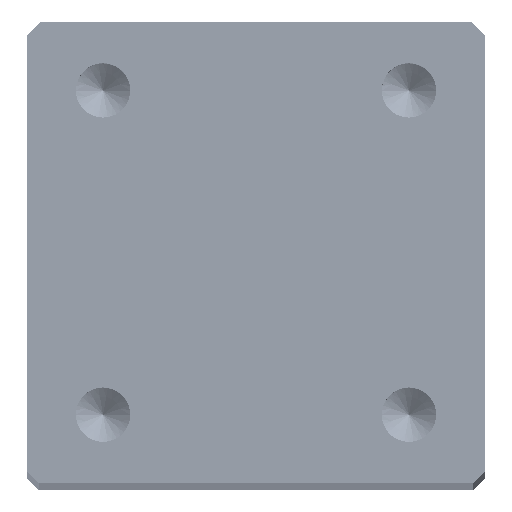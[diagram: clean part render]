
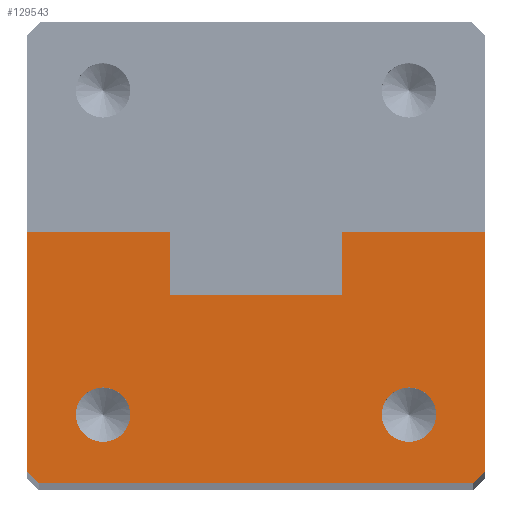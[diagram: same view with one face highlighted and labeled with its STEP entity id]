
A CAD part, top view. The second image highlights one B-rep face of the part: STEP entity #129543.
In plain terms, the highlighted planar face has unit normal (0, 0, 1).
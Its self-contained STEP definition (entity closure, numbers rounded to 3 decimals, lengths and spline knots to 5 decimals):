
#576 = ORIENTED_EDGE ( 'NONE', *, *, #26941, .F. ) ;
#614 = EDGE_CURVE ( 'NONE', #145909, #65249, #1733, .T. ) ;
#1733 = CIRCLE ( 'NONE', #92027, 0.0445 ) ;
#2725 = CARTESIAN_POINT ( 'NONE',  ( 0.28, -0.28, 3.25 ) ) ;
#5082 = VECTOR ( 'NONE', #98000, 39.37008 ) ;
#5749 = EDGE_CURVE ( 'NONE', #144759, #32475, #98160, .T. ) ;
#6462 = CARTESIAN_POINT ( 'NONE',  ( 0.375, 0.205, 3.25 ) ) ;
#7295 = DIRECTION ( 'NONE',  ( 1., 0., 0. ) ) ;
#7508 = EDGE_CURVE ( 'NONE', #103178, #139282, #25033, .T. ) ;
#7651 = EDGE_CURVE ( 'NONE', #64649, #144759, #119465, .T. ) ;
#8248 = EDGE_CURVE ( 'NONE', #65249, #145909, #86695, .T. ) ;
#8783 = DIRECTION ( 'NONE',  ( 0., 0., 1. ) ) ;
#9599 = CARTESIAN_POINT ( 'NONE',  ( -0.14, 0.205, 3.25 ) ) ;
#10773 = VERTEX_POINT ( 'NONE', #144710 ) ;
#10807 = ORIENTED_EDGE ( 'NONE', *, *, #11679, .T. ) ;
#11679 = EDGE_CURVE ( 'NONE', #141187, #110261, #51466, .T. ) ;
#12834 = FACE_BOUND ( 'NONE', #141190, .T. ) ;
#14594 = VECTOR ( 'NONE', #72761, 39.37008 ) ;
#15418 = AXIS2_PLACEMENT_3D ( 'NONE', #136622, #8783, #68221 ) ;
#18957 = CARTESIAN_POINT ( 'NONE',  ( 0.355, -0.205, 3.25 ) ) ;
#23200 = LINE ( 'NONE', #46294, #63089 ) ;
#25033 = LINE ( 'NONE', #87330, #5082 ) ;
#25565 = DIRECTION ( 'NONE',  ( 0., -1., 0. ) ) ;
#25679 = CARTESIAN_POINT ( 'NONE',  ( -0.375, 0.205, 3.25 ) ) ;
#25795 = CARTESIAN_POINT ( 'NONE',  ( 0.14, 0.205, 3.25 ) ) ;
#26941 = EDGE_CURVE ( 'NONE', #53498, #139282, #112385, .T. ) ;
#29185 = DIRECTION ( 'NONE',  ( 0., 0., 1. ) ) ;
#30269 = ORIENTED_EDGE ( 'NONE', *, *, #5749, .T. ) ;
#32475 = VERTEX_POINT ( 'NONE', #59358 ) ;
#33854 = EDGE_CURVE ( 'NONE', #32475, #103178, #108638, .T. ) ;
#33894 = EDGE_CURVE ( 'NONE', #10773, #53498, #68702, .T. ) ;
#35299 = CARTESIAN_POINT ( 'NONE',  ( -0.14, 0.205, 3.25 ) ) ;
#36220 = EDGE_CURVE ( 'NONE', #108074, #10773, #79124, .T. ) ;
#36928 = VECTOR ( 'NONE', #63828, 39.37008 ) ;
#40576 = CARTESIAN_POINT ( 'NONE',  ( 0.2055, -0.0932, 3.25 ) ) ;
#40870 = CARTESIAN_POINT ( 'NONE',  ( 0.25, -0.0932, 3.25 ) ) ;
#41525 = DIRECTION ( 'NONE',  ( 0., 1., 0. ) ) ;
#42414 = ORIENTED_EDGE ( 'NONE', *, *, #7651, .T. ) ;
#43856 = PLANE ( 'NONE',  #15418 ) ;
#44055 = AXIS2_PLACEMENT_3D ( 'NONE', #103432, #128177, #45046 ) ;
#45046 = DIRECTION ( 'NONE',  ( 1., 0., 0. ) ) ;
#45187 = ORIENTED_EDGE ( 'NONE', *, *, #614, .F. ) ;
#46294 = CARTESIAN_POINT ( 'NONE',  ( -0.28, -0.28, 3.25 ) ) ;
#46605 = CARTESIAN_POINT ( 'NONE',  ( -0.375, -0.185, 3.25 ) ) ;
#47614 = EDGE_CURVE ( 'NONE', #72033, #115549, #72738, .T. ) ;
#51466 = LINE ( 'NONE', #120703, #36928 ) ;
#52370 = VECTOR ( 'NONE', #112089, 39.37008 ) ;
#53498 = VERTEX_POINT ( 'NONE', #88312 ) ;
#54742 = CARTESIAN_POINT ( 'NONE',  ( 0.2945, -0.0932, 3.25 ) ) ;
#59098 = ORIENTED_EDGE ( 'NONE', *, *, #8248, .F. ) ;
#59358 = CARTESIAN_POINT ( 'NONE',  ( 0.375, -0.185, 3.25 ) ) ;
#62392 = DIRECTION ( 'NONE',  ( 0., 0., 1. ) ) ;
#63089 = VECTOR ( 'NONE', #69652, 39.37008 ) ;
#63658 = FACE_OUTER_BOUND ( 'NONE', #130222, .T. ) ;
#63699 = DIRECTION ( 'NONE',  ( 0., 0., 1. ) ) ;
#63828 = DIRECTION ( 'NONE',  ( 0., -1., 0. ) ) ;
#64649 = VERTEX_POINT ( 'NONE', #123138 ) ;
#65249 = VERTEX_POINT ( 'NONE', #40576 ) ;
#65277 = VECTOR ( 'NONE', #25565, 39.37008 ) ;
#65560 = ORIENTED_EDGE ( 'NONE', *, *, #116299, .T. ) ;
#68221 = DIRECTION ( 'NONE',  ( 1., 0., 0. ) ) ;
#68702 = LINE ( 'NONE', #89153, #52370 ) ;
#69652 = DIRECTION ( 'NONE',  ( 0.707, -0.707, 0. ) ) ;
#70509 = CARTESIAN_POINT ( 'NONE',  ( -0.375, -0.205, 3.25 ) ) ;
#72033 = VERTEX_POINT ( 'NONE', #116172 ) ;
#72738 = CIRCLE ( 'NONE', #137285, 0.0445 ) ;
#72761 = DIRECTION ( 'NONE',  ( 0.707, 0.707, 0. ) ) ;
#73910 = ORIENTED_EDGE ( 'NONE', *, *, #7508, .T. ) ;
#75899 = EDGE_CURVE ( 'NONE', #115549, #72033, #110625, .T. ) ;
#76333 = FACE_BOUND ( 'NONE', #127068, .T. ) ;
#77449 = CARTESIAN_POINT ( 'NONE',  ( -0.2055, -0.0932, 3.25 ) ) ;
#79124 = LINE ( 'NONE', #35299, #65277 ) ;
#79152 = LINE ( 'NONE', #138140, #100996 ) ;
#79525 = CARTESIAN_POINT ( 'NONE',  ( 0.14, 0.205, 3.25 ) ) ;
#83176 = VECTOR ( 'NONE', #107580, 39.37008 ) ;
#86695 = CIRCLE ( 'NONE', #118101, 0.0445 ) ;
#87330 = CARTESIAN_POINT ( 'NONE',  ( -0.375, 0.205, 3.25 ) ) ;
#87359 = ORIENTED_EDGE ( 'NONE', *, *, #75899, .F. ) ;
#88312 = CARTESIAN_POINT ( 'NONE',  ( 0.14, 0.1018, 3.25 ) ) ;
#89118 = ORIENTED_EDGE ( 'NONE', *, *, #104866, .T. ) ;
#89153 = CARTESIAN_POINT ( 'NONE',  ( -0.14, 0.1018, 3.25 ) ) ;
#91155 = DIRECTION ( 'NONE',  ( 0., 1., 0. ) ) ;
#92027 = AXIS2_PLACEMENT_3D ( 'NONE', #40870, #63699, #97197 ) ;
#94785 = CARTESIAN_POINT ( 'NONE',  ( 0.375, 0.205, 3.25 ) ) ;
#97197 = DIRECTION ( 'NONE',  ( 1., 0., 0. ) ) ;
#98000 = DIRECTION ( 'NONE',  ( -1., 0., 0. ) ) ;
#98160 = LINE ( 'NONE', #2725, #14594 ) ;
#100996 = VECTOR ( 'NONE', #126504, 39.37008 ) ;
#103178 = VERTEX_POINT ( 'NONE', #94785 ) ;
#103432 = CARTESIAN_POINT ( 'NONE',  ( -0.25, -0.0932, 3.25 ) ) ;
#104866 = EDGE_CURVE ( 'NONE', #108074, #141187, #79152, .T. ) ;
#107580 = DIRECTION ( 'NONE',  ( 1., 0., 0. ) ) ;
#108074 = VERTEX_POINT ( 'NONE', #9599 ) ;
#108638 = LINE ( 'NONE', #6462, #132113 ) ;
#109626 = DIRECTION ( 'NONE',  ( 1., 0., 0. ) ) ;
#110261 = VERTEX_POINT ( 'NONE', #46605 ) ;
#110625 = CIRCLE ( 'NONE', #44055, 0.0445 ) ;
#112089 = DIRECTION ( 'NONE',  ( 1., 0., 0. ) ) ;
#112385 = LINE ( 'NONE', #79525, #150334 ) ;
#112428 = CARTESIAN_POINT ( 'NONE',  ( 0.25, -0.0932, 3.25 ) ) ;
#115549 = VERTEX_POINT ( 'NONE', #77449 ) ;
#116172 = CARTESIAN_POINT ( 'NONE',  ( -0.2945, -0.0932, 3.25 ) ) ;
#116299 = EDGE_CURVE ( 'NONE', #110261, #64649, #23200, .T. ) ;
#117058 = ORIENTED_EDGE ( 'NONE', *, *, #47614, .F. ) ;
#118101 = AXIS2_PLACEMENT_3D ( 'NONE', #112428, #29185, #7295 ) ;
#119465 = LINE ( 'NONE', #70509, #83176 ) ;
#120703 = CARTESIAN_POINT ( 'NONE',  ( -0.375, 0.205, 3.25 ) ) ;
#123138 = CARTESIAN_POINT ( 'NONE',  ( -0.355, -0.205, 3.25 ) ) ;
#126504 = DIRECTION ( 'NONE',  ( -1., 0., 0. ) ) ;
#126979 = ORIENTED_EDGE ( 'NONE', *, *, #33894, .F. ) ;
#127068 = EDGE_LOOP ( 'NONE', ( #45187, #59098 ) ) ;
#128177 = DIRECTION ( 'NONE',  ( 0., 0., 1. ) ) ;
#129543 = ADVANCED_FACE ( 'NONE', ( #63658, #76333, #12834 ), #43856, .T. ) ;
#130222 = EDGE_LOOP ( 'NONE', ( #133296, #89118, #10807, #65560, #42414, #30269, #146725, #73910, #576, #126979 ) ) ;
#132113 = VECTOR ( 'NONE', #41525, 39.37008 ) ;
#133296 = ORIENTED_EDGE ( 'NONE', *, *, #36220, .F. ) ;
#136622 = CARTESIAN_POINT ( 'NONE',  ( 0., 0., 3.25 ) ) ;
#137285 = AXIS2_PLACEMENT_3D ( 'NONE', #142985, #62392, #109626 ) ;
#138140 = CARTESIAN_POINT ( 'NONE',  ( -0.375, 0.205, 3.25 ) ) ;
#139282 = VERTEX_POINT ( 'NONE', #25795 ) ;
#141187 = VERTEX_POINT ( 'NONE', #25679 ) ;
#141190 = EDGE_LOOP ( 'NONE', ( #87359, #117058 ) ) ;
#142985 = CARTESIAN_POINT ( 'NONE',  ( -0.25, -0.0932, 3.25 ) ) ;
#144710 = CARTESIAN_POINT ( 'NONE',  ( -0.14, 0.1018, 3.25 ) ) ;
#144759 = VERTEX_POINT ( 'NONE', #18957 ) ;
#145909 = VERTEX_POINT ( 'NONE', #54742 ) ;
#146725 = ORIENTED_EDGE ( 'NONE', *, *, #33854, .T. ) ;
#150334 = VECTOR ( 'NONE', #91155, 39.37008 ) ;
